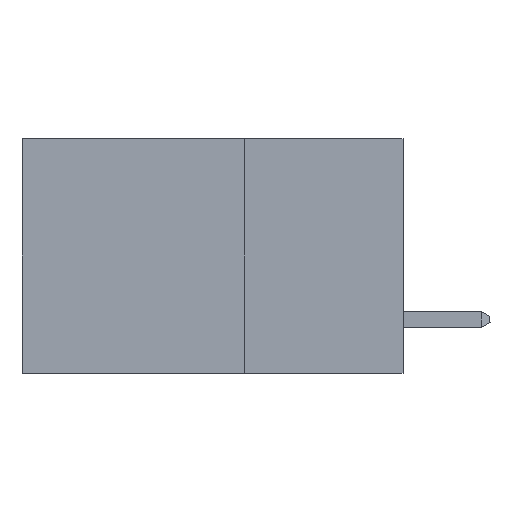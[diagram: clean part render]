
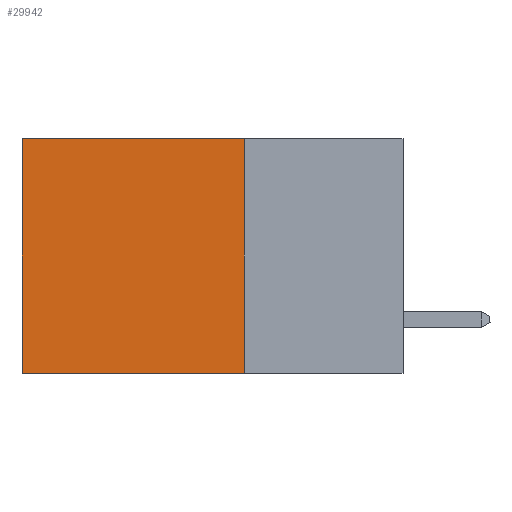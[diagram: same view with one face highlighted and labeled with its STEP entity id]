
A CAD part, left-side view. The second image highlights one B-rep face of the part: STEP entity #29942.
In plain terms, the highlighted planar face has unit normal (-1, 0, 0).
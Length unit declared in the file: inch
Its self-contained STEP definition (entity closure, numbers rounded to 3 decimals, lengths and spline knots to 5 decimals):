
#313 = DIRECTION ( 'NONE',  ( 0., 0., -1. ) ) ;
#1088 = FACE_OUTER_BOUND ( 'NONE', #26362, .T. ) ;
#1693 = EDGE_CURVE ( 'NONE', #2464, #17169, #31296, .T. ) ;
#2464 = VERTEX_POINT ( 'NONE', #5498 ) ;
#5498 = CARTESIAN_POINT ( 'NONE',  ( 0.2875, 0.25, -0.37 ) ) ;
#5726 = ORIENTED_EDGE ( 'NONE', *, *, #1693, .F. ) ;
#5997 = CARTESIAN_POINT ( 'NONE',  ( 0.2875, 0.25, 0. ) ) ;
#6703 = CARTESIAN_POINT ( 'NONE',  ( 0.2875, 0.6, 0. ) ) ;
#7335 = CARTESIAN_POINT ( 'NONE',  ( 0.2875, 0.25, 0. ) ) ;
#8459 = VECTOR ( 'NONE', #16734, 39.37008 ) ;
#9794 = LINE ( 'NONE', #6703, #17682 ) ;
#11393 = PLANE ( 'NONE',  #35801 ) ;
#13946 = EDGE_CURVE ( 'NONE', #19541, #2464, #37679, .T. ) ;
#14304 = DIRECTION ( 'NONE',  ( 1., 0., 0. ) ) ;
#14864 = DIRECTION ( 'NONE',  ( 0., 0., -1. ) ) ;
#16734 = DIRECTION ( 'NONE',  ( 0., 1., 0. ) ) ;
#17169 = VERTEX_POINT ( 'NONE', #24424 ) ;
#17443 = DIRECTION ( 'NONE',  ( 0., 0., -1. ) ) ;
#17682 = VECTOR ( 'NONE', #313, 39.37008 ) ;
#19412 = ORIENTED_EDGE ( 'NONE', *, *, #21464, .T. ) ;
#19541 = VERTEX_POINT ( 'NONE', #28503 ) ;
#19623 = DIRECTION ( 'NONE',  ( 0., 1., 0. ) ) ;
#21464 = EDGE_CURVE ( 'NONE', #19541, #33850, #40502, .T. ) ;
#23728 = EDGE_CURVE ( 'NONE', #33850, #17169, #9794, .T. ) ;
#24424 = CARTESIAN_POINT ( 'NONE',  ( 0.2875, 0.6, -0.37 ) ) ;
#26362 = EDGE_LOOP ( 'NONE', ( #37595, #5726, #34104, #19412 ) ) ;
#26636 = CARTESIAN_POINT ( 'NONE',  ( 0.2875, 0.25, 0. ) ) ;
#27483 = CARTESIAN_POINT ( 'NONE',  ( 0.2875, 0.6, 0. ) ) ;
#28503 = CARTESIAN_POINT ( 'NONE',  ( 0.2875, 0.25, 0. ) ) ;
#28953 = CARTESIAN_POINT ( 'NONE',  ( 0.2875, 0.25, -0.37 ) ) ;
#29942 = ADVANCED_FACE ( 'NONE', ( #1088 ), #11393, .F. ) ;
#31296 = LINE ( 'NONE', #28953, #33791 ) ;
#33791 = VECTOR ( 'NONE', #19623, 39.37008 ) ;
#33850 = VERTEX_POINT ( 'NONE', #27483 ) ;
#34104 = ORIENTED_EDGE ( 'NONE', *, *, #13946, .F. ) ;
#35801 = AXIS2_PLACEMENT_3D ( 'NONE', #26636, #14304, #17443 ) ;
#36217 = VECTOR ( 'NONE', #14864, 39.37008 ) ;
#37595 = ORIENTED_EDGE ( 'NONE', *, *, #23728, .T. ) ;
#37679 = LINE ( 'NONE', #5997, #36217 ) ;
#40502 = LINE ( 'NONE', #7335, #8459 ) ;
